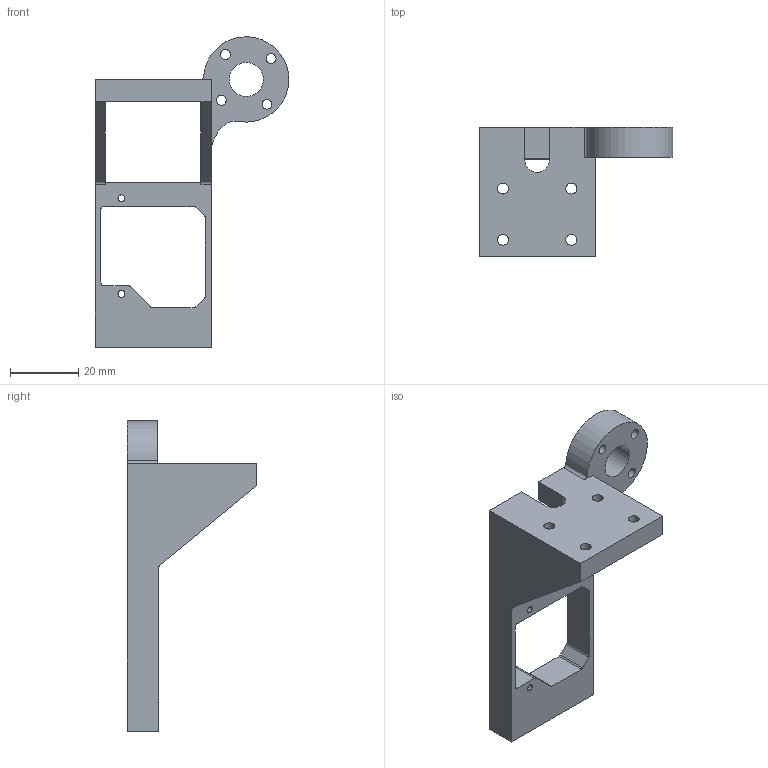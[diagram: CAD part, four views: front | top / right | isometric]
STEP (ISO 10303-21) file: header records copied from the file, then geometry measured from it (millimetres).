
FILE_DESCRIPTION (( 'STEP AP214' ), '1' );
FILE_NAME ('Height_Adjustable_Pebble_Wiper_MG14.STEP', '2021-09-05T18:16:45', ( '' ), ( '' ), 'SwSTEP 2.0', 'SolidWorks 2021', '' );
FILE_SCHEMA (( 'AUTOMOTIVE_DESIGN' ));
Length unit declared in the file: millimetre
Products named in the file (1): Height_Adjustable_Pebble_Wiper_MG14
Bounding box: 56.75 x 38 x 90.9 mm (x, y, z)
Volume: 21189.4 mm3; surface area: 12381.5 mm2
Topology: 1 solids, 1 shells, 70 faces, 208 edges, 138 vertices
Faces by surface type: cylinder 37, plane 33
Entity records: 2456 total; most frequent: DIRECTION 424, CARTESIAN_POINT 417, ORIENTED_EDGE 416, EDGE_CURVE 208, AXIS2_PLACEMENT_3D 145, VERTEX_POINT 138, VECTOR 134, LINE 134
